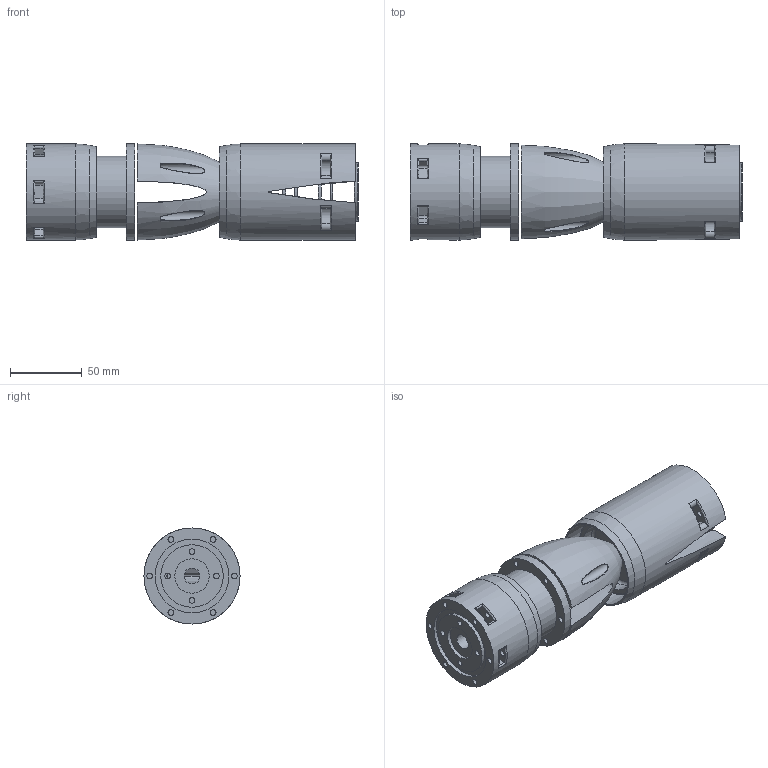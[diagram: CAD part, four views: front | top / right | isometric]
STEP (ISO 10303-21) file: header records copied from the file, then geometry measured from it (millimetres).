
FILE_DESCRIPTION( ( '' ), ' ' );
FILE_NAME( '599938fdb9dc4c10085d087a.step', '2017-08-20T07:23:43', ( '' ), ( '' ), ' ', ' ', ' ' );
FILE_SCHEMA( ( 'AUTOMOTIVE_DESIGN { 1 0 10303 214 1 1 1 1 }' ) );
Length unit declared in the file: metre
Products named in the file (9): Part 9; Part 8; torpedo; beste fram til rør; plate til liming i rør v1; bak deksel v1; bakdeksel v1; skive mellom seals v1; plate rundt kulelager v1
Bounding box: 231.5 x 67 x 67 mm (x, y, z)
Volume: 442720.1 mm3; surface area: 130275.8 mm2
Topology: 9 solids, 9 shells, 307 faces, 742 edges, 491 vertices
Faces by surface type: cylinder 120, plane 109, torus 42, bspline 24, cone 7, extrusion 4, revolution 1
Full cylindrical faces by diameter (mm): 3 x9, 4 x34, 11 x3, 12 x2, 20 x3, 24 x1, 26 x4, 27.049 x1, 40 x2, 41 x2, 43.538 x1, 49 x1, 50 x2, 51.483 x1, 57 x2, 61 x2, 67 x3
Entity records: 16742 total; most frequent: CARTESIAN_POINT 9974, DIRECTION 1355, ORIENTED_EDGE 1242, EDGE_CURVE 621, AXIS2_PLACEMENT_3D 601, EDGE_LOOP 513, VERTEX_POINT 465, FACE_OUTER_BOUND 392
